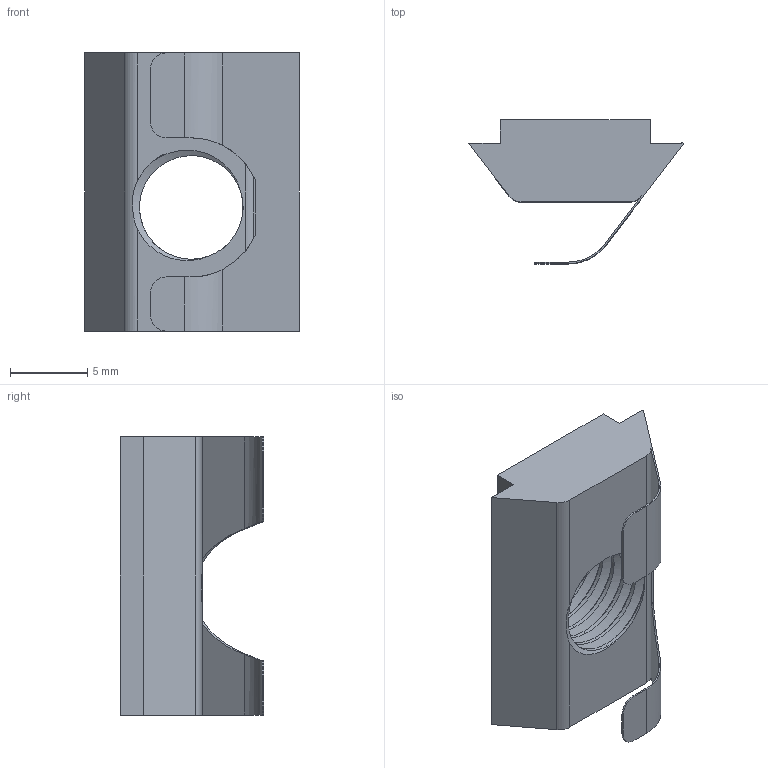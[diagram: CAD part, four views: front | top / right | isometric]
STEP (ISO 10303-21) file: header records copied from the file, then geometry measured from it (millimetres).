
FILE_DESCRIPTION (( 'STEP AP203' ), '1' );
FILE_NAME ('AL-2A11.A41A.01 Ñóõàðü ïàçîâûé ñ ôèêñàòîðîì ïàç 10, 20 ìì, Ì8_.STEP', '2024-08-19T05:36:34', ( '' ), ( '' ), 'SwSTEP 2.0', 'SolidWorks 2021', '' );
FILE_SCHEMA (( 'CONFIG_CONTROL_DESIGN' ));
Length unit declared in the file: millimetre
Products named in the file (1): AL-2A11.A41A.01 Ñóõàðü ïàçîâûé ñ ôèêñàòîðîì ïàç 10, 20 ìì, Ì8_
Bounding box: 13.89 x 9.3 x 18 mm (x, y, z)
Volume: 808.3 mm3; surface area: 1035.8 mm2
Topology: 1 solids, 1 shells, 49 faces, 143 edges, 95 vertices
Faces by surface type: cylinder 26, plane 20, bspline 3
Entity records: 2785 total; most frequent: CARTESIAN_POINT 1498, ORIENTED_EDGE 286, DIRECTION 224, EDGE_CURVE 143, VERTEX_POINT 95, AXIS2_PLACEMENT_3D 75, VECTOR 74, LINE 74
